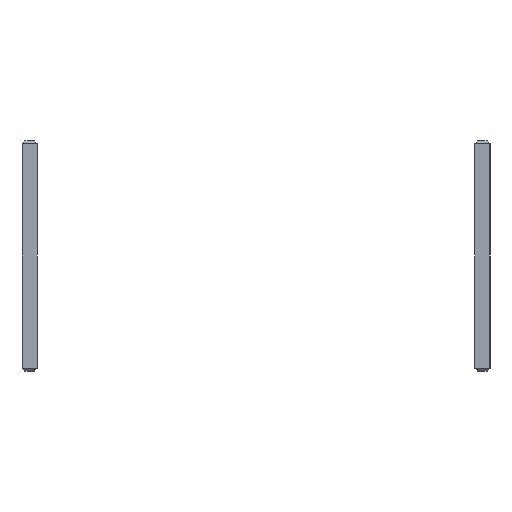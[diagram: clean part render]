
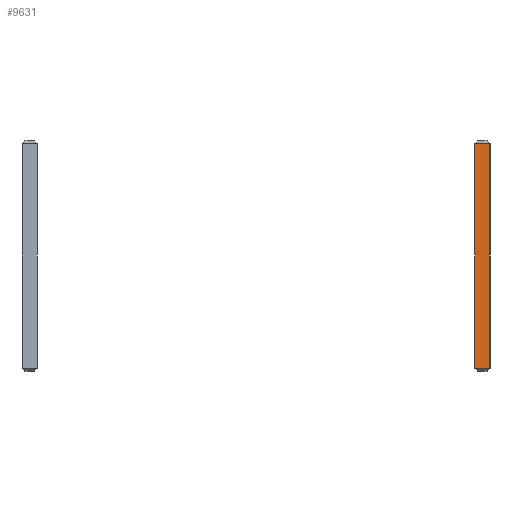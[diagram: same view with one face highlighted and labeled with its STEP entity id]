
A CAD part, front view. The second image highlights one B-rep face of the part: STEP entity #9631.
In plain terms, the highlighted planar face has unit normal (0, -1, 0).
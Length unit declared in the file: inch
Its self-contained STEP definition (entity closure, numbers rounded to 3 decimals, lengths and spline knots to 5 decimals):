
#127=FACE_OUTER_BOUND('',#799,.T.);
#799=EDGE_LOOP('',(#6307,#6308,#6309,#6310));
#1468=LINE('',#13742,#2812);
#1473=LINE('',#13751,#2817);
#1485=LINE('',#13776,#2829);
#1486=LINE('',#13778,#2830);
#2812=VECTOR('',#11045,0.3937);
#2817=VECTOR('',#11054,0.3937);
#2829=VECTOR('',#11080,0.3937);
#2830=VECTOR('',#11083,0.3937);
#4152=VERTEX_POINT('',#13734);
#4154=VERTEX_POINT('',#13740);
#4156=VERTEX_POINT('',#13749);
#4162=VERTEX_POINT('',#13770);
#4924=EDGE_CURVE('',#4154,#4152,#1468,.T.);
#4929=EDGE_CURVE('',#4154,#4156,#1473,.T.);
#4941=EDGE_CURVE('',#4162,#4156,#1485,.T.);
#4942=EDGE_CURVE('',#4152,#4162,#1486,.T.);
#6307=ORIENTED_EDGE('',*,*,#4924,.F.);
#6308=ORIENTED_EDGE('',*,*,#4929,.T.);
#6309=ORIENTED_EDGE('',*,*,#4941,.F.);
#6310=ORIENTED_EDGE('',*,*,#4942,.F.);
#8959=PLANE('',#10365);
#9631=ADVANCED_FACE('',(#127),#8959,.T.);
#10365=AXIS2_PLACEMENT_3D('',#13777,#11081,#11082);
#11045=DIRECTION('',(1.,0.,0.));
#11054=DIRECTION('',(0.,0.,-1.));
#11080=DIRECTION('',(-1.,0.,0.));
#11081=DIRECTION('center_axis',(0.,-1.,
0.));
#11082=DIRECTION('ref_axis',(-1.,0.,0.));
#11083=DIRECTION('',(0.,0.,-1.));
#13734=CARTESIAN_POINT('',(0.3113,-0.55955,0.23354));
#13740=CARTESIAN_POINT('',(0.29122,-0.55955,0.23354));
#13742=CARTESIAN_POINT('',(0.30628,-0.55955,0.23354));
#13749=CARTESIAN_POINT('',(0.29122,-0.55955,-0.0637));
#13751=CARTESIAN_POINT('',(0.29122,-0.55955,0.00126));
#13770=CARTESIAN_POINT('',(0.3113,-0.55955,-0.0637));
#13776=CARTESIAN_POINT('',(0.30628,-0.55955,-0.0637));
#13777=CARTESIAN_POINT('Origin',(0.3113,-0.55955,0.00126));
#13778=CARTESIAN_POINT('',(0.3113,-0.55955,0.00126));
